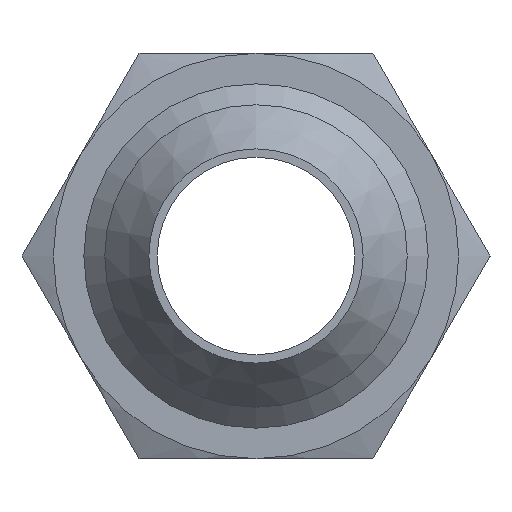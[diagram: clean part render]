
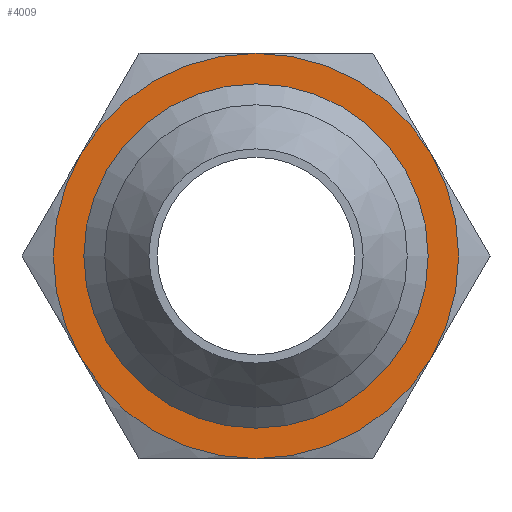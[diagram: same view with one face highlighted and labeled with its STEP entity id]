
A CAD part, left-side view. The second image highlights one B-rep face of the part: STEP entity #4009.
In plain terms, the highlighted planar face has unit normal (-1, 0, 0).
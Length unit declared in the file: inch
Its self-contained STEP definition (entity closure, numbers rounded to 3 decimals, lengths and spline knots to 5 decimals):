
#2904=CARTESIAN_POINT('',(0.0,0.,0.625));
#2905=VERTEX_POINT('',#2904);
#3376=CARTESIAN_POINT('',(0.0,0.,0.4735));
#3377=VERTEX_POINT('',#3376);
#3378=CARTESIAN_POINT('',(0.0,0.,0.0));
#3379=DIRECTION('',(-1.0,0.0,0.0));
#3380=DIRECTION('',(0.0,0.0,-1.0));
#3381=AXIS2_PLACEMENT_3D('',#3378,#3379,#3380);
#3382=CIRCLE('',#3381,0.4735);
#3383=EDGE_CURVE('',#3377,#3377,#3382,.T.);
#3466=CARTESIAN_POINT('',(0.0,0.54127,0.3125));
#3467=VERTEX_POINT('',#3466);
#3481=CARTESIAN_POINT('',(0.0,0.0,0.0));
#3482=DIRECTION('',(-1.0,0.0,0.0));
#3483=DIRECTION('',(0.0,1.0,0.0));
#3484=AXIS2_PLACEMENT_3D('',#3481,#3482,#3483);
#3485=CIRCLE('',#3484,0.625);
#3486=EDGE_CURVE('',#2905,#3467,#3485,.T.);
#3496=CARTESIAN_POINT('',(0.0,-0.54127,0.3125));
#3497=VERTEX_POINT('',#3496);
#3512=CARTESIAN_POINT('',(0.0,0.0,0.0));
#3513=DIRECTION('',(-1.0,0.0,0.0));
#3514=DIRECTION('',(0.0,1.0,0.0));
#3515=AXIS2_PLACEMENT_3D('',#3512,#3513,#3514);
#3516=CIRCLE('',#3515,0.625);
#3517=EDGE_CURVE('',#3497,#2905,#3516,.T.);
#3529=CARTESIAN_POINT('',(0.0,-0.54127,-0.3125));
#3530=VERTEX_POINT('',#3529);
#3557=CARTESIAN_POINT('',(0.0,0.0,0.0));
#3558=DIRECTION('',(-1.0,0.0,0.0));
#3559=DIRECTION('',(0.0,1.0,0.0));
#3560=AXIS2_PLACEMENT_3D('',#3557,#3558,#3559);
#3561=CIRCLE('',#3560,0.625);
#3562=EDGE_CURVE('',#3530,#3497,#3561,.T.);
#3587=CARTESIAN_POINT('',(0.0,0.0,-0.625));
#3588=VERTEX_POINT('',#3587);
#3589=CARTESIAN_POINT('',(0.0,0.0,0.0));
#3590=DIRECTION('',(-1.0,0.0,0.0));
#3591=DIRECTION('',(0.0,1.0,0.0));
#3592=AXIS2_PLACEMENT_3D('',#3589,#3590,#3591);
#3593=CIRCLE('',#3592,0.625);
#3594=EDGE_CURVE('',#3588,#3530,#3593,.T.);
#3632=CARTESIAN_POINT('',(0.0,0.54127,-0.3125));
#3633=VERTEX_POINT('',#3632);
#3634=CARTESIAN_POINT('',(0.0,0.0,0.0));
#3635=DIRECTION('',(-1.0,0.0,0.0));
#3636=DIRECTION('',(0.0,1.0,0.0));
#3637=AXIS2_PLACEMENT_3D('',#3634,#3635,#3636);
#3638=CIRCLE('',#3637,0.625);
#3639=EDGE_CURVE('',#3633,#3588,#3638,.T.);
#3677=CARTESIAN_POINT('',(0.0,0.0,0.0));
#3678=DIRECTION('',(-1.0,0.0,0.0));
#3679=DIRECTION('',(0.0,1.0,0.0));
#3680=AXIS2_PLACEMENT_3D('',#3677,#3678,#3679);
#3681=CIRCLE('',#3680,0.625);
#3682=EDGE_CURVE('',#3467,#3633,#3681,.T.);
#3993=CARTESIAN_POINT('',(0.0,0.,0.));
#3994=DIRECTION('',(1.0,0.0,0.0));
#3995=DIRECTION('',(0.0,0.0,-1.0));
#3996=AXIS2_PLACEMENT_3D('',#3993,#3994,#3995);
#3997=PLANE('',#3996);
#3998=ORIENTED_EDGE('',*,*,#3682,.T.);
#3999=ORIENTED_EDGE('',*,*,#3639,.T.);
#4000=ORIENTED_EDGE('',*,*,#3594,.T.);
#4001=ORIENTED_EDGE('',*,*,#3562,.T.);
#4002=ORIENTED_EDGE('',*,*,#3517,.T.);
#4003=ORIENTED_EDGE('',*,*,#3486,.T.);
#4004=EDGE_LOOP('',(#3998,#3999,#4000,#4001,#4002,#4003));
#4005=FACE_OUTER_BOUND('',#4004,.T.);
#4006=ORIENTED_EDGE('',*,*,#3383,.F.);
#4007=EDGE_LOOP('',(#4006));
#4008=FACE_BOUND('',#4007,.T.);
#4009=ADVANCED_FACE('',(#4005,#4008),#3997,.F.);
